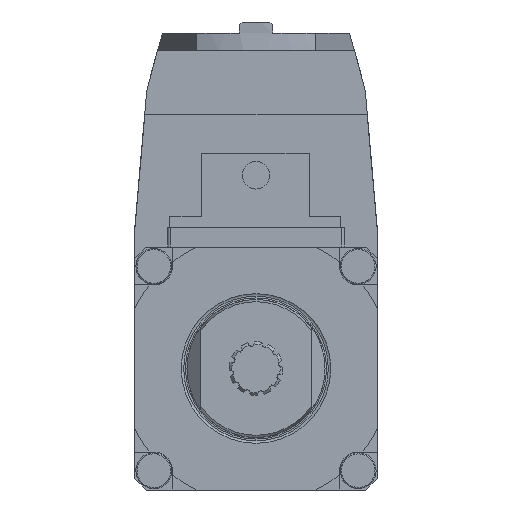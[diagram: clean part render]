
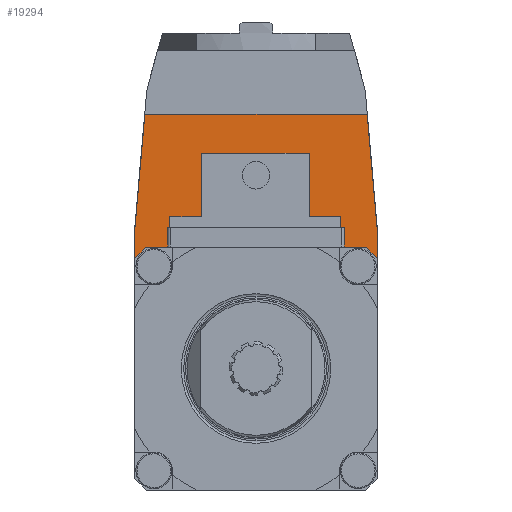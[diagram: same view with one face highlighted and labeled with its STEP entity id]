
A CAD part, front view. The second image highlights one B-rep face of the part: STEP entity #19294.
In plain terms, the highlighted planar face has unit normal (0, -1, 0).
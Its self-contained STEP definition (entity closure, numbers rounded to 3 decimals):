
#56 = VERTEX_POINT ( 'NONE', #24604 ) ;
#738 = CIRCLE ( 'NONE', #17502, 59.25 ) ;
#1915 = DIRECTION ( 'NONE',  ( 0., 1., 0. ) ) ;
#2063 = LINE ( 'NONE', #4433, #8940 ) ;
#2141 = CARTESIAN_POINT ( 'NONE',  ( -44., -91., -0.863 ) ) ;
#2374 = CARTESIAN_POINT ( 'NONE',  ( 44., -91., -89. ) ) ;
#2773 = VECTOR ( 'NONE', #4904, 1000. ) ;
#4344 = CARTESIAN_POINT ( 'NONE',  ( -40.25, -91., 42. ) ) ;
#4396 = DIRECTION ( 'NONE',  ( 0., 1., 0. ) ) ;
#4433 = CARTESIAN_POINT ( 'NONE',  ( -44., -91., -0.863 ) ) ;
#4904 = DIRECTION ( 'NONE',  ( 0., 0., -1. ) ) ;
#5562 = EDGE_CURVE ( 'NONE', #27392, #29547, #15938, .T. ) ;
#5597 = ORIENTED_EDGE ( 'NONE', *, *, #10394, .F. ) ;
#5926 = CARTESIAN_POINT ( 'NONE',  ( 40.25, -91., 42. ) ) ;
#6791 = FACE_OUTER_BOUND ( 'NONE', #20471, .T. ) ;
#6821 = CARTESIAN_POINT ( 'NONE',  ( 0., -91., -50. ) ) ;
#7049 = ORIENTED_EDGE ( 'NONE', *, *, #5562, .F. ) ;
#7703 = ORIENTED_EDGE ( 'NONE', *, *, #15447, .F. ) ;
#7928 = CARTESIAN_POINT ( 'NONE',  ( 39.681, -91., -6. ) ) ;
#8153 = VECTOR ( 'NONE', #21830, 1000. ) ;
#8328 = LINE ( 'NONE', #22657, #12674 ) ;
#8940 = VECTOR ( 'NONE', #28752, 1000. ) ;
#9391 = CARTESIAN_POINT ( 'NONE',  ( -39.681, -91., -6. ) ) ;
#9807 = CARTESIAN_POINT ( 'NONE',  ( 44., -91., -0.863 ) ) ;
#10242 = VERTEX_POINT ( 'NONE', #7928 ) ;
#10394 = EDGE_CURVE ( 'NONE', #30654, #26257, #11595, .T. ) ;
#11060 = ORIENTED_EDGE ( 'NONE', *, *, #19042, .F. ) ;
#11171 = EDGE_CURVE ( 'NONE', #27053, #27392, #24040, .T. ) ;
#11595 = LINE ( 'NONE', #21263, #17800 ) ;
#12646 = ORIENTED_EDGE ( 'NONE', *, *, #11171, .F. ) ;
#12674 = VECTOR ( 'NONE', #27395, 1000. ) ;
#13539 = DIRECTION ( 'NONE',  ( 0.087, 0., -0.996 ) ) ;
#14230 = VERTEX_POINT ( 'NONE', #9391 ) ;
#14652 = CARTESIAN_POINT ( 'NONE',  ( -44., -91., -10.319 ) ) ;
#15447 = EDGE_CURVE ( 'NONE', #10242, #14230, #8328, .T. ) ;
#15904 = EDGE_CURVE ( 'NONE', #10242, #56, #31440, .T. ) ;
#15938 = LINE ( 'NONE', #25600, #23707 ) ;
#16222 = DIRECTION ( 'NONE',  ( 0., 0., 1. ) ) ;
#16504 = PLANE ( 'NONE',  #26649 ) ;
#16542 = DIRECTION ( 'NONE',  ( 0., 1., 0. ) ) ;
#17502 = AXIS2_PLACEMENT_3D ( 'NONE', #6821, #16542, #26207 ) ;
#17800 = VECTOR ( 'NONE', #16222, 1000. ) ;
#17992 = EDGE_CURVE ( 'NONE', #29547, #56, #18924, .T. ) ;
#18080 = EDGE_CURVE ( 'NONE', #30654, #14230, #738, .T. ) ;
#18198 = ORIENTED_EDGE ( 'NONE', *, *, #15904, .T. ) ;
#18924 = LINE ( 'NONE', #2374, #2773 ) ;
#19042 = EDGE_CURVE ( 'NONE', #26257, #27053, #2063, .T. ) ;
#19236 = CARTESIAN_POINT ( 'NONE',  ( 0., -91., -50. ) ) ;
#19294 = ADVANCED_FACE ( 'Defeature completata1_156', ( #6791 ), #16504, .F. ) ;
#20471 = EDGE_LOOP ( 'NONE', ( #25271, #7703, #18198, #28753, #7049, #12646, #11060, #5597 ) ) ;
#21263 = CARTESIAN_POINT ( 'NONE',  ( -44., -91., -89. ) ) ;
#21823 = AXIS2_PLACEMENT_3D ( 'NONE', #19236, #1915, #26220 ) ;
#21830 = DIRECTION ( 'NONE',  ( 1., 0., 0. ) ) ;
#22506 = CARTESIAN_POINT ( 'NONE',  ( -40.25, -91., 42. ) ) ;
#22657 = CARTESIAN_POINT ( 'NONE',  ( 0., -91., -6. ) ) ;
#23707 = VECTOR ( 'NONE', #13539, 1000. ) ;
#24040 = LINE ( 'NONE', #4344, #8153 ) ;
#24604 = CARTESIAN_POINT ( 'NONE',  ( 44., -91., -10.319 ) ) ;
#25271 = ORIENTED_EDGE ( 'NONE', *, *, #18080, .T. ) ;
#25600 = CARTESIAN_POINT ( 'NONE',  ( 44., -91., -0.863 ) ) ;
#26177 = CARTESIAN_POINT ( 'NONE',  ( 0., -91., -50. ) ) ;
#26207 = DIRECTION ( 'NONE',  ( -1., 0., 0. ) ) ;
#26220 = DIRECTION ( 'NONE',  ( -1., 0., 0. ) ) ;
#26257 = VERTEX_POINT ( 'NONE', #2141 ) ;
#26649 = AXIS2_PLACEMENT_3D ( 'NONE', #26177, #4396, #31091 ) ;
#27053 = VERTEX_POINT ( 'NONE', #22506 ) ;
#27392 = VERTEX_POINT ( 'NONE', #5926 ) ;
#27395 = DIRECTION ( 'NONE',  ( -1., 0., 0. ) ) ;
#28752 = DIRECTION ( 'NONE',  ( 0.087, 0., 0.996 ) ) ;
#28753 = ORIENTED_EDGE ( 'NONE', *, *, #17992, .F. ) ;
#29547 = VERTEX_POINT ( 'NONE', #9807 ) ;
#30654 = VERTEX_POINT ( 'NONE', #14652 ) ;
#31091 = DIRECTION ( 'NONE',  ( 0., 0., 1. ) ) ;
#31440 = CIRCLE ( 'NONE', #21823, 59.25 ) ;
